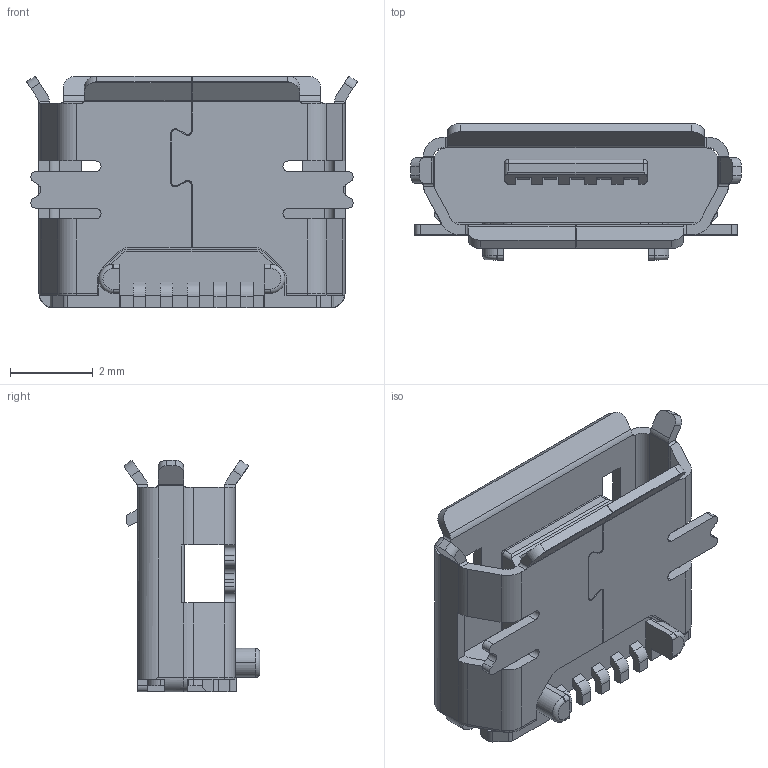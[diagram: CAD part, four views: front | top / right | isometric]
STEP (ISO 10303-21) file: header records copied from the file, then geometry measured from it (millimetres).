
FILE_DESCRIPTION(('STEP AP214'),'1');
FILE_NAME('usb_mc_2_b_smd.stp','2019-05-09T14:20:51',('TraceParts'),('TraceParts S.A.'),'Spatial InterOp 3D',' ',' ');
FILE_SCHEMA(('AUTOMOTIVE_DESIGN { 1 0 10303 214 1 1 1 1 }'));
Length unit declared in the file: millimetre
Products named in the file (1): usb_mc_2_b_smd
Bounding box: 8 x 3.28 x 5.6 mm (x, y, z)
Volume: 41.3 mm3; surface area: 246.9 mm2
Topology: 1 solids, 1 shells, 413 faces, 1196 edges, 779 vertices
Faces by surface type: plane 258, cylinder 143, torus 6, bspline 4, sphere 2
Entity records: 17059 total; most frequent: CARTESIAN_POINT 2597, ORIENTED_EDGE 2392, DIRECTION 2311, EDGE_CURVE 1196, LINE 865, VECTOR 865, VERTEX_POINT 779, AXIS2_PLACEMENT_3D 723
